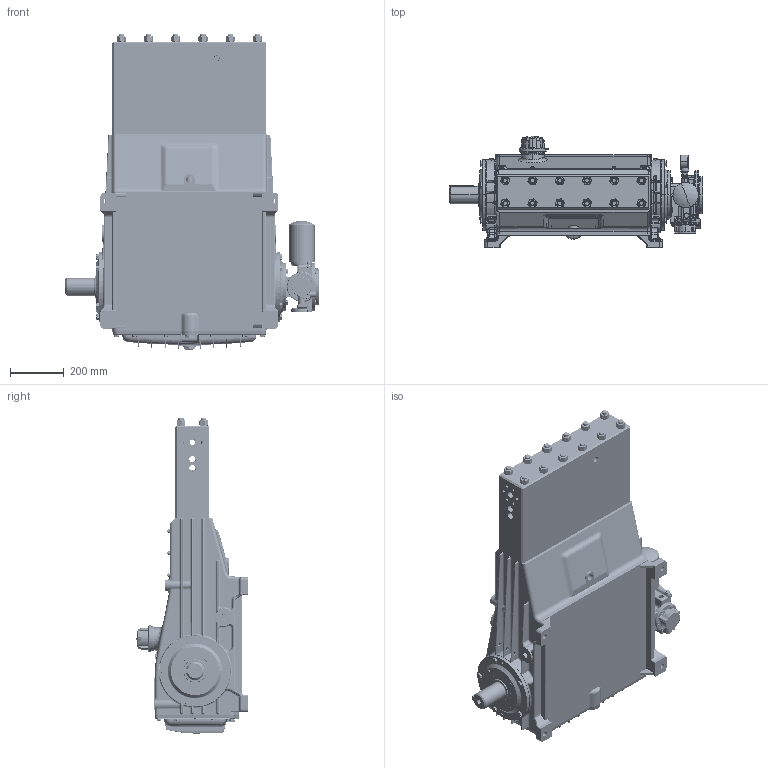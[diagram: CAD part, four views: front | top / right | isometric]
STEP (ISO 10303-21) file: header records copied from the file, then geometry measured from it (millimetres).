
FILE_DESCRIPTION (( 'STEP AP203' ), '1' );
FILE_NAME ('PP14617.STEP', '2016-04-28T17:26:04', ( 'IT' ), ( 'Microsoft' ), 'SwSTEP 2.0', 'SolidWorks 2016', '' );
FILE_SCHEMA (( 'CONFIG_CONTROL_DESIGN' ));
Products named in the file (1): PP14617
Bounding box: 944.5 x 414.5 x 1179.03 mm (x, y, z)
Surface area: 3883724.7 mm2 (no closed solid volume)
Topology: 0 solids, 281 shells, 3039 faces, 16491 edges, 13452 vertices
Faces by surface type: plane 1115, cylinder 920, cone 427, torus 287, bspline 247, sphere 43
Entity records: 210640 total; most frequent: CARTESIAN_POINT 95856, ORIENTED_EDGE 22079, DIRECTION 19410, EDGE_CURVE 16415, VERTEX_POINT 13446, VECTOR 6946, LINE 6946, AXIS2_PLACEMENT_3D 6232
